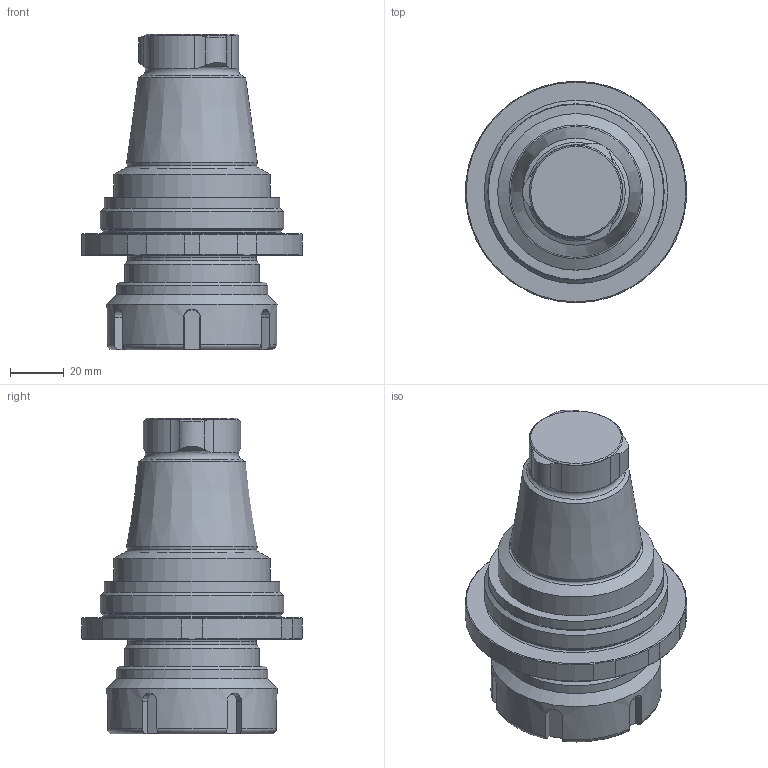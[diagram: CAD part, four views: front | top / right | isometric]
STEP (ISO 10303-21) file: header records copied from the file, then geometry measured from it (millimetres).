
FILE_DESCRIPTION(/* description */ ('Unknown'),/* implementation_level */ '2;1');
FILE_NAME(/* name */ '320050026',/* time_stamp */ '2020-08-06T09:19:50+02:00',/* author */ ('WTO KS'),/* organization */ ('WTO'),/* preprocessor_version */ 'ST-DEVELOPER v16.7',/* originating_system */ 'DEX',/* authorisation */ $);
FILE_SCHEMA (('AUTOMOTIVE_DESIGN {1 0 10303 214 3 1 1}'));
Length unit declared in the file: millimetre
Products named in the file (1): 090295_320050026_vereinfacht_STP_00416360
Bounding box: 81.6 x 81.8 x 117 mm (x, y, z)
Volume: 220299.9 mm3; surface area: 37856.7 mm2
Topology: 1 solids, 1 shells, 99 faces, 256 edges, 164 vertices
Faces by surface type: plane 33, cylinder 30, cone 24, torus 12
Full cylindrical faces by diameter (mm): 31 x1, 33.315 x1, 47.5 x1, 50 x1, 56 x1, 58 x1, 63 x1, 64.96 x1, 66.1 x1, 68 x1
Entity records: 2910 total; most frequent: CARTESIAN_POINT 653, DIRECTION 460, ORIENTED_EDGE 434, EDGE_CURVE 217, AXIS2_PLACEMENT_3D 189, VERTEX_POINT 156, EDGE_LOOP 135, FACE_BOUND 135
